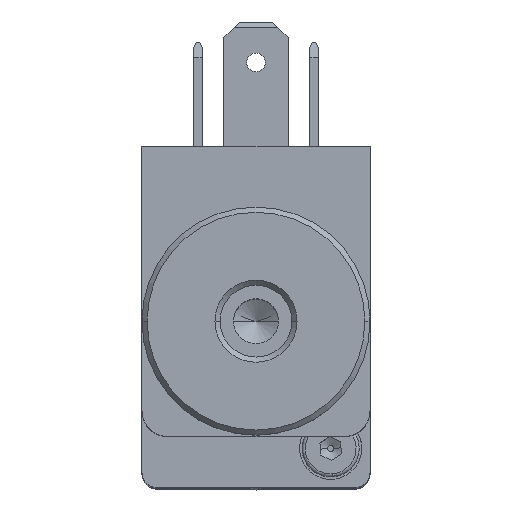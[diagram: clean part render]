
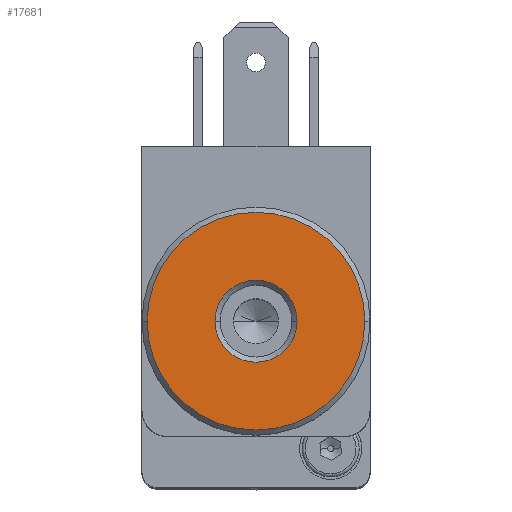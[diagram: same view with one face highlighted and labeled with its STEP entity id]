
A CAD part, top view. The second image highlights one B-rep face of the part: STEP entity #17681.
In plain terms, the highlighted face is planar.
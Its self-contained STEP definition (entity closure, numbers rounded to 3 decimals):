
#17451=CARTESIAN_POINT('',(-10.5,0.,-2.25));
#17452=VERTEX_POINT('',#17451);
#17459=CARTESIAN_POINT('',(10.5,0.0,-2.25));
#17460=VERTEX_POINT('',#17459);
#17461=CARTESIAN_POINT('',(0.0,0.0,-2.25));
#17462=DIRECTION('',(0.0,0.0,1.0));
#17463=DIRECTION('',(-1.0,0.0,0.0));
#17464=AXIS2_PLACEMENT_3D('',#17461,#17462,#17463);
#17465=CIRCLE('',#17464,10.5);
#17466=EDGE_CURVE('',#17452,#17460,#17465,.T.);
#17525=CARTESIAN_POINT('',(-3.956,0.,-2.25));
#17526=VERTEX_POINT('',#17525);
#17540=CARTESIAN_POINT('',(3.956,0.0,-2.25));
#17541=VERTEX_POINT('',#17540);
#17548=CARTESIAN_POINT('',(0.0,0.0,-2.25));
#17549=DIRECTION('',(0.0,0.0,-1.0));
#17550=DIRECTION('',(-1.0,0.0,0.0));
#17551=AXIS2_PLACEMENT_3D('',#17548,#17549,#17550);
#17552=CIRCLE('',#17551,3.956);
#17553=EDGE_CURVE('',#17541,#17526,#17552,.T.);
#17650=CARTESIAN_POINT('',(0.0,0.0,-2.25));
#17651=DIRECTION('',(0.0,0.0,-1.0));
#17652=DIRECTION('',(-1.0,0.0,0.0));
#17653=AXIS2_PLACEMENT_3D('',#17650,#17651,#17652);
#17654=CIRCLE('',#17653,3.956);
#17655=EDGE_CURVE('',#17526,#17541,#17654,.T.);
#17662=CARTESIAN_POINT('',(0.92,0.0,-2.25));
#17663=DIRECTION('',(0.0,0.0,1.0));
#17664=DIRECTION('',(1.0,0.0,0.0));
#17665=AXIS2_PLACEMENT_3D('',#17662,#17663,#17664);
#17666=PLANE('',#17665);
#17667=CARTESIAN_POINT('',(0.0,0.0,-2.25));
#17668=DIRECTION('',(0.0,0.0,1.0));
#17669=DIRECTION('',(-1.0,0.0,0.0));
#17670=AXIS2_PLACEMENT_3D('',#17667,#17668,#17669);
#17671=CIRCLE('',#17670,10.5);
#17672=EDGE_CURVE('',#17460,#17452,#17671,.T.);
#17673=ORIENTED_EDGE('',*,*,#17672,.F.);
#17674=ORIENTED_EDGE('',*,*,#17466,.F.);
#17675=EDGE_LOOP('',(#17673,#17674));
#17676=FACE_OUTER_BOUND('',#17675,.T.);
#17677=ORIENTED_EDGE('',*,*,#17553,.F.);
#17678=ORIENTED_EDGE('',*,*,#17655,.F.);
#17679=EDGE_LOOP('',(#17677,#17678));
#17680=FACE_BOUND('',#17679,.T.);
#17681=ADVANCED_FACE('',(#17676,#17680),#17666,.F.);
